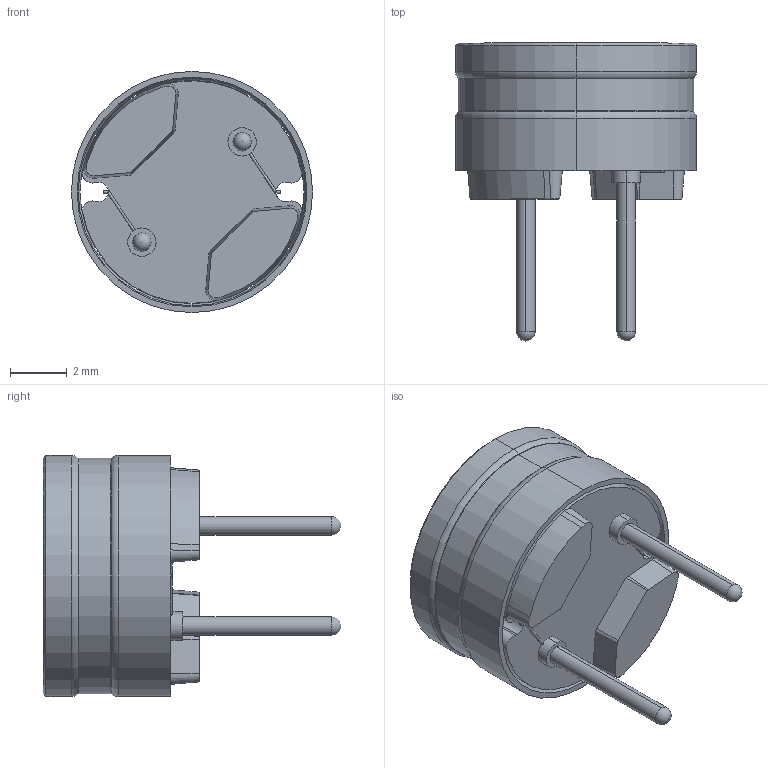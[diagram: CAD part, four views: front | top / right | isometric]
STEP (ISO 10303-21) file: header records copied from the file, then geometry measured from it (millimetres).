
FILE_DESCRIPTION (( 'STEP AP214' ), '1' );
FILE_NAME ('744741472.STEP', '2022-08-05T06:22:32', ( '' ), ( '' ), 'SwSTEP 2.0', 'SolidWorks 2018', '' );
FILE_SCHEMA (( 'AUTOMOTIVE_DESIGN' ));
Length unit declared in the file: millimetre
Products named in the file (1): 744741472
Bounding box: 8.5 x 10.5 x 8.5 mm (x, y, z)
Volume: 191.1 mm3; surface area: 602.8 mm2
Topology: 7 solids, 7 shells, 143 faces, 406 edges, 287 vertices
Faces by surface type: cylinder 63, plane 36, cone 20, torus 16, bspline 6, sphere 2
Entity records: 8125 total; most frequent: CARTESIAN_POINT 4243, ORIENTED_EDGE 800, DIRECTION 764, EDGE_CURVE 400, AXIS2_PLACEMENT_3D 304, VERTEX_POINT 283, CIRCLE 166, EDGE_LOOP 163
